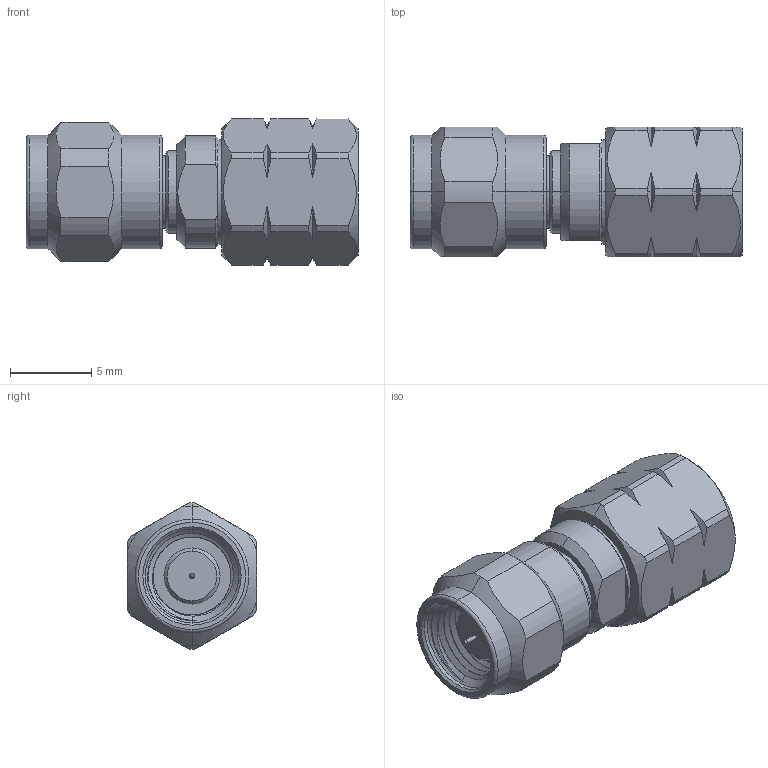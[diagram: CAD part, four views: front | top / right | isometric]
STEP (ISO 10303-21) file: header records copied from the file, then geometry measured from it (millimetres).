
FILE_DESCRIPTION (( 'STEP AP214' ), '1' );
FILE_NAME ('FMAD10014_3D.step', '2024-06-18T16:17:00', ( '' ), ( '' ), 'SwSTEP 2.0', 'SolidWorks 2022', '' );
FILE_SCHEMA (( 'AUTOMOTIVE_DESIGN' ));
Length unit declared in the file: millimetre
Products named in the file (1): FMAD10014_3D
Bounding box: 20.45 x 8 x 9 mm (x, y, z)
Volume: 739.9 mm3; surface area: 1016.1 mm2
Topology: 1 solids, 1 shells, 202 faces, 526 edges, 337 vertices
Faces by surface type: cylinder 99, cone 64, plane 31, torus 4, bspline 4
Entity records: 9659 total; most frequent: CARTESIAN_POINT 4868, ORIENTED_EDGE 1052, DIRECTION 933, EDGE_CURVE 526, AXIS2_PLACEMENT_3D 384, VERTEX_POINT 337, EDGE_LOOP 213, ADVANCED_FACE 202
